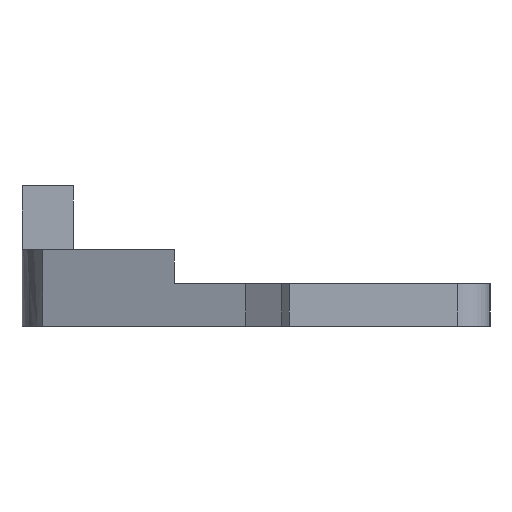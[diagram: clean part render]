
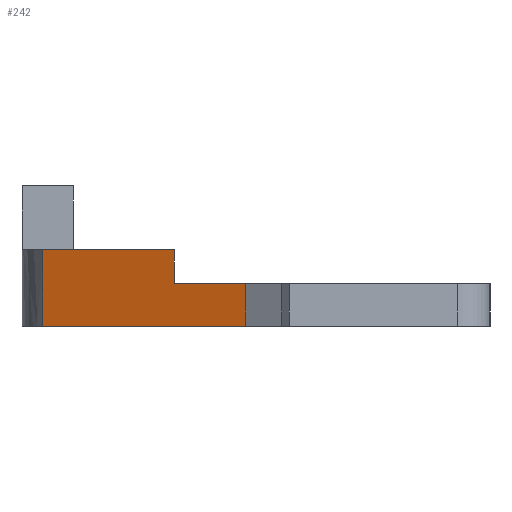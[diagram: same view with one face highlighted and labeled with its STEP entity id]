
A CAD part, left-side view. The second image highlights one B-rep face of the part: STEP entity #242.
In plain terms, the highlighted planar face has unit normal (-0.941, 0.338, 0).
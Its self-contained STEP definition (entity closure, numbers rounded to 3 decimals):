
#130=CARTESIAN_POINT('',(-45.491,60.001,-5.775));
#131=VERTEX_POINT('',#130);
#148=CARTESIAN_POINT('',(-45.491,60.001,-1.));
#149=VERTEX_POINT('',#148);
#156=CARTESIAN_POINT('',(-45.491,60.001,-5.775));
#157=DIRECTION('',(0.0,0.0,1.0));
#158=VECTOR('',#157,4.775);
#159=LINE('',#156,#158);
#160=EDGE_CURVE('',#131,#149,#159,.T.);
#172=CARTESIAN_POINT('',(-49.103,49.948,-5.775));
#173=VERTEX_POINT('',#172);
#180=CARTESIAN_POINT('',(-49.103,49.948,-11.775));
#181=VERTEX_POINT('',#180);
#182=CARTESIAN_POINT('',(-49.103,49.948,-5.775));
#183=DIRECTION('',(0.0,0.0,-1.0));
#184=VECTOR('',#183,6.0);
#185=LINE('',#182,#184);
#186=EDGE_CURVE('',#173,#181,#185,.T.);
#205=CARTESIAN_POINT('',(-49.103,49.948,0.0));
#206=DIRECTION('',(-0.941,0.338,0.0));
#207=DIRECTION('',(0.338,0.941,0.0));
#208=AXIS2_PLACEMENT_3D('',#205,#206,#207);
#209=PLANE('',#208);
#210=CARTESIAN_POINT('',(-49.103,49.948,-5.775));
#211=DIRECTION('',(0.338,0.941,0.));
#212=VECTOR('',#211,10.682);
#213=LINE('',#210,#212);
#214=EDGE_CURVE('',#173,#131,#213,.T.);
#215=ORIENTED_EDGE('',*,*,#214,.T.);
#216=ORIENTED_EDGE('',*,*,#160,.T.);
#217=CARTESIAN_POINT('',(-38.844,78.5,-1.));
#218=VERTEX_POINT('',#217);
#219=CARTESIAN_POINT('',(-45.491,60.001,-1.));
#220=DIRECTION('',(0.338,0.941,0.));
#221=VECTOR('',#220,19.657);
#222=LINE('',#219,#221);
#223=EDGE_CURVE('',#149,#218,#222,.T.);
#224=ORIENTED_EDGE('',*,*,#223,.T.);
#225=CARTESIAN_POINT('',(-38.844,78.5,-11.775));
#226=VERTEX_POINT('',#225);
#227=CARTESIAN_POINT('',(-38.844,78.5,-1.));
#228=DIRECTION('',(0.0,0.0,-1.0));
#229=VECTOR('',#228,10.775);
#230=LINE('',#227,#229);
#231=EDGE_CURVE('',#218,#226,#230,.T.);
#232=ORIENTED_EDGE('',*,*,#231,.T.);
#233=CARTESIAN_POINT('',(-38.844,78.5,-11.775));
#234=DIRECTION('',(-0.338,-0.941,0.));
#235=VECTOR('',#234,30.339);
#236=LINE('',#233,#235);
#237=EDGE_CURVE('',#226,#181,#236,.T.);
#238=ORIENTED_EDGE('',*,*,#237,.T.);
#239=ORIENTED_EDGE('',*,*,#186,.F.);
#240=EDGE_LOOP('',(#215,#216,#224,#232,#238,#239));
#241=FACE_OUTER_BOUND('',#240,.T.);
#242=ADVANCED_FACE('',(#241),#209,.T.);
